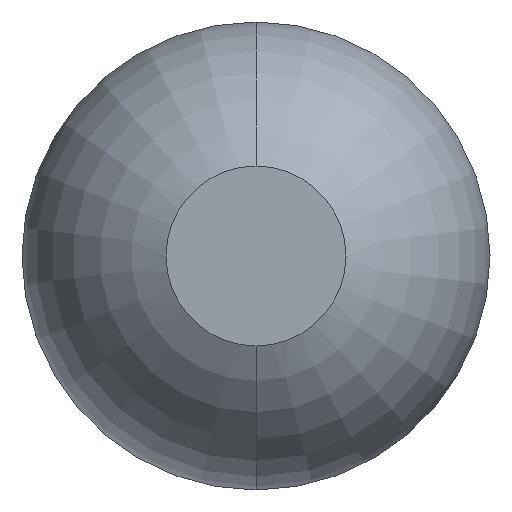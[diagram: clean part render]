
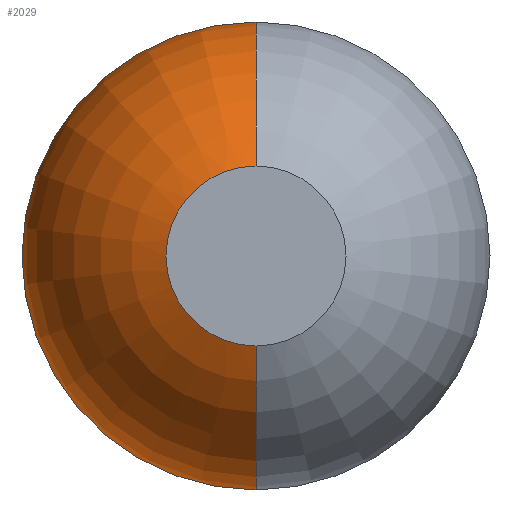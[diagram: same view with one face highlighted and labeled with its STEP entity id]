
A CAD part, front view. The second image highlights one B-rep face of the part: STEP entity #2029.
In plain terms, the highlighted toroidal (fillet/blend) face has major radius 0.01 mm and minor radius 0.4 mm.
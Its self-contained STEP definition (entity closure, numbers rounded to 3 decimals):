
#64 = AXIS2_PLACEMENT_3D ( 'NONE', #383, #663, #2623 ) ;
#127 = ORIENTED_EDGE ( 'NONE', *, *, #644, .T. ) ;
#227 = CIRCLE ( 'NONE', #883, 0.4 ) ;
#383 = CARTESIAN_POINT ( 'NONE',  ( 0., -27.333, 0. ) ) ;
#447 = EDGE_CURVE ( 'Defeature ausgef�hrt3_7+Defeature ausgef�hrt3_6+Defeature ausgef�hrt3_6+Defeature ausgef�hrt3_6', #647, #3041, #2938, .T. ) ;
#475 = EDGE_CURVE ( 'NONE', #3446, #647, #227, .T. ) ;
#482 = CARTESIAN_POINT ( 'NONE',  ( 0., -27.333, -0.01 ) ) ;
#584 = DIRECTION ( 'NONE',  ( 0., 0., 1. ) ) ;
#620 = CIRCLE ( 'NONE', #3112, 0.4 ) ;
#644 = EDGE_CURVE ( 'Defeature ausgef�hrt3_6+Defeature ausgef�hrt3_5+Defeature ausgef�hrt3_5+Defeature ausgef�hrt3_5', #3446, #3553, #898, .T. ) ;
#645 = AXIS2_PLACEMENT_3D ( 'NONE', #1715, #1961, #3643 ) ;
#647 = VERTEX_POINT ( 'NONE', #1316 ) ;
#655 = CARTESIAN_POINT ( 'NONE',  ( 0., -27.333, 0.01 ) ) ;
#663 = DIRECTION ( 'NONE',  ( 0., 1., 0. ) ) ;
#773 = DIRECTION ( 'NONE',  ( 0., 1., 0. ) ) ;
#883 = AXIS2_PLACEMENT_3D ( 'NONE', #655, #3181, #2346 ) ;
#898 = CIRCLE ( 'NONE', #2507, 0.15 ) ;
#976 = ORIENTED_EDGE ( 'NONE', *, *, #2349, .T. ) ;
#1313 = TOROIDAL_SURFACE ( 'NONE', #645, -0.01, 0.4 ) ;
#1316 = CARTESIAN_POINT ( 'NONE',  ( 0., -27.333, -0.39 ) ) ;
#1328 = DIRECTION ( 'NONE',  ( 0., 0., 1. ) ) ;
#1715 = CARTESIAN_POINT ( 'NONE',  ( 0., -27.333, 0. ) ) ;
#1961 = DIRECTION ( 'NONE',  ( 0., 1., 0. ) ) ;
#2023 = FACE_OUTER_BOUND ( 'NONE', #3044, .T. ) ;
#2029 = ADVANCED_FACE ( 'Defeature ausgef�hrt3_6', ( #2023 ), #1313, .T. ) ;
#2134 = CARTESIAN_POINT ( 'NONE',  ( 0., -27.7, 0. ) ) ;
#2159 = CARTESIAN_POINT ( 'NONE',  ( 0., -27.333, 0.39 ) ) ;
#2346 = DIRECTION ( 'NONE',  ( 0., 0., -1. ) ) ;
#2349 = EDGE_CURVE ( 'NONE', #3553, #3041, #620, .T. ) ;
#2507 = AXIS2_PLACEMENT_3D ( 'NONE', #2134, #773, #1328 ) ;
#2623 = DIRECTION ( 'NONE',  ( 0., 0., 1. ) ) ;
#2643 = CARTESIAN_POINT ( 'NONE',  ( 0., -27.7, 0.15 ) ) ;
#2938 = CIRCLE ( 'NONE', #64, 0.39 ) ;
#3041 = VERTEX_POINT ( 'NONE', #2159 ) ;
#3044 = EDGE_LOOP ( 'NONE', ( #3173, #127, #976, #3426 ) ) ;
#3112 = AXIS2_PLACEMENT_3D ( 'NONE', #482, #3115, #584 ) ;
#3115 = DIRECTION ( 'NONE',  ( -1., 0., 0. ) ) ;
#3119 = CARTESIAN_POINT ( 'NONE',  ( 0., -27.7, -0.15 ) ) ;
#3173 = ORIENTED_EDGE ( 'NONE', *, *, #475, .F. ) ;
#3181 = DIRECTION ( 'NONE',  ( 1., 0., 0. ) ) ;
#3426 = ORIENTED_EDGE ( 'NONE', *, *, #447, .F. ) ;
#3446 = VERTEX_POINT ( 'NONE', #3119 ) ;
#3553 = VERTEX_POINT ( 'NONE', #2643 ) ;
#3643 = DIRECTION ( 'NONE',  ( 0., 0., 1. ) ) ;
